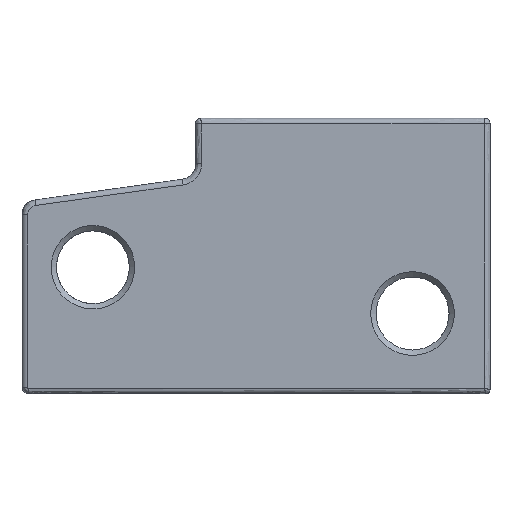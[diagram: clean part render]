
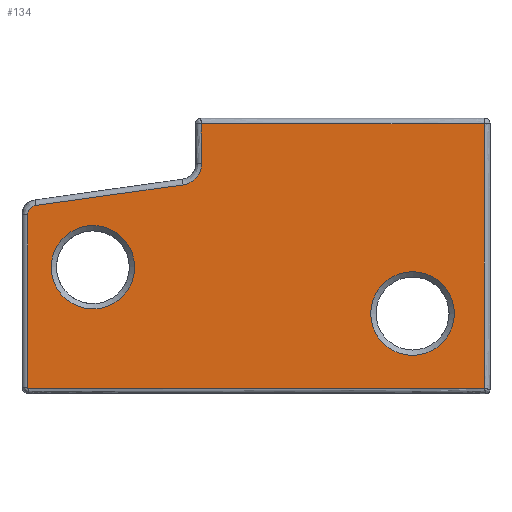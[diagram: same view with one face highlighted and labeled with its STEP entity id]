
A CAD part, front view. The second image highlights one B-rep face of the part: STEP entity #134.
In plain terms, the highlighted free-form (B-spline) face has degree [1, 1] with [2, 2] control points.
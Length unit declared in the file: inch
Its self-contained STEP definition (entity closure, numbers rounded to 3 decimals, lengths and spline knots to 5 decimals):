
#134=ADVANCED_FACE('NONE',(#326,#327,#328),#329,.T.);
#326=FACE_OUTER_BOUND('',#3317,.T.);
#327=FACE_BOUND('',#3318,.T.);
#328=FACE_BOUND('',#3319,.T.);
#329=B_SPLINE_SURFACE_WITH_KNOTS('',1,1,((#3320,#3321),(#3322,#3323)),.UNSPECIFIED.,.F.,.F.,.F.,(2,2),(2,2),(0.0,1.0),(0.0,1.0),.UNSPECIFIED.);
#3317=EDGE_LOOP('',(#3809,#3810,#3811,#3812,#3813,#3814,#3815,#3816,#3817));
#3318=EDGE_LOOP('',(#3818));
#3319=EDGE_LOOP('',(#3819));
#3320=CARTESIAN_POINT('',(-1.73,-1.6126,1.0004));
#3321=CARTESIAN_POINT('',(1.72354,-1.61216,1.0004));
#3322=CARTESIAN_POINT('',(-1.73,-1.61267,-0.99845));
#3323=CARTESIAN_POINT('',(1.72354,-1.61223,-0.99845));
#3809=ORIENTED_EDGE('',*,*,#4050,.T.);
#3810=ORIENTED_EDGE('',*,*,#3986,.T.);
#3811=ORIENTED_EDGE('',*,*,#4051,.T.);
#3812=ORIENTED_EDGE('',*,*,#4046,.T.);
#3813=ORIENTED_EDGE('',*,*,#4038,.T.);
#3814=ORIENTED_EDGE('',*,*,#4034,.T.);
#3815=ORIENTED_EDGE('',*,*,#4037,.T.);
#3816=ORIENTED_EDGE('',*,*,#4042,.T.);
#3817=ORIENTED_EDGE('',*,*,#4045,.T.);
#3818=ORIENTED_EDGE('',*,*,#3990,.T.);
#3819=ORIENTED_EDGE('',*,*,#3991,.T.);
#3986=EDGE_CURVE('',#4304,#4308,#4310,.T.);
#3990=EDGE_CURVE('',#4315,#4315,#4316,.F.);
#3991=EDGE_CURVE('',#4317,#4317,#4318,.F.);
#4034=EDGE_CURVE('',#4371,#4373,#4375,.T.);
#4037=EDGE_CURVE('',#4373,#4377,#4379,.T.);
#4038=EDGE_CURVE('',#4380,#4371,#4381,.F.);
#4042=EDGE_CURVE('',#4377,#4385,#4387,.T.);
#4045=EDGE_CURVE('',#4385,#4389,#4391,.T.);
#4046=EDGE_CURVE('',#4392,#4380,#4393,.T.);
#4050=EDGE_CURVE('',#4389,#4304,#4397,.T.);
#4051=EDGE_CURVE('',#4308,#4392,#4398,.T.);
#4304=VERTEX_POINT('',#5125);
#4308=VERTEX_POINT('',#5130);
#4310=LINE('',#5132,#5133);
#4315=VERTEX_POINT('',#5151);
#4316=CIRCLE('',#5152,0.3164);
#4317=VERTEX_POINT('',#5153);
#4318=CIRCLE('',#5154,0.31545);
#4371=VERTEX_POINT('',#5274);
#4373=VERTEX_POINT('',#5276);
#4375=LINE('',#5278,#5279);
#4377=VERTEX_POINT('',#5281);
#4379=CIRCLE('',#5283,0.07151);
#4380=VERTEX_POINT('',#5284);
#4381=CIRCLE('',#5285,0.16249);
#4385=VERTEX_POINT('',#5289);
#4387=LINE('',#5291,#5292);
#4389=VERTEX_POINT('',#5294);
#4391=CIRCLE('',#5296,0.00363);
#4392=VERTEX_POINT('',#5297);
#4393=LINE('',#5298,#5299);
#4397=LINE('',#5304,#5305);
#4398=LINE('',#5306,#5307);
#5125=CARTESIAN_POINT('',(1.72354,-1.61223,-0.99845));
#5130=CARTESIAN_POINT('',(1.72354,-1.61216,1.0004));
#5132=CARTESIAN_POINT('',(1.72354,-1.6122,0.00005));
#5133=VECTOR('',#5639,1.0);
#5151=CARTESIAN_POINT('',(1.49719,-1.61224,-0.43432));
#5152=AXIS2_PLACEMENT_3D('',#5644,#5645,#5646);
#5153=CARTESIAN_POINT('',(-0.92164,-1.61254,-0.08417));
#5154=AXIS2_PLACEMENT_3D('',#5647,#5648,#5649);
#5274=CARTESIAN_POINT('',(-0.55511,-1.61247,0.53883));
#5276=CARTESIAN_POINT('',(-1.66841,-1.61261,0.38286));
#5278=CARTESIAN_POINT('',(-0.08451,-1.61241,0.60476));
#5279=VECTOR('',#5712,1.0);
#5281=CARTESIAN_POINT('',(-1.73,-1.61262,0.31204));
#5283=AXIS2_PLACEMENT_3D('',#5719,#5720,#5721);
#5284=CARTESIAN_POINT('',(-0.41516,-1.61244,0.70052));
#5285=AXIS2_PLACEMENT_3D('',#5722,#5723,#5724);
#5289=CARTESIAN_POINT('',(-1.73,-1.61267,-0.99482));
#5291=CARTESIAN_POINT('',(-1.73,-1.61264,0.00005));
#5292=VECTOR('',#5734,1.0);
#5294=CARTESIAN_POINT('',(-1.72637,-1.61267,-0.99845));
#5296=AXIS2_PLACEMENT_3D('',#5741,#5742,#5743);
#5297=CARTESIAN_POINT('',(-0.41657,-1.61243,1.0004));
#5298=CARTESIAN_POINT('',(-0.41185,-1.61247,-0.00189));
#5299=VECTOR('',#5744,1.0);
#5304=CARTESIAN_POINT('',(0.00021,-1.61245,-0.99845));
#5305=VECTOR('',#5752,1.0);
#5306=CARTESIAN_POINT('',(0.00021,-1.61238,1.0004));
#5307=VECTOR('',#5753,1.0);
#5639=DIRECTION('',(0.,0.,1.));
#5644=CARTESIAN_POINT('',(1.18079,-1.61228,-0.43432));
#5645=DIRECTION('',(0.,-1.,0.));
#5646=DIRECTION('',(1.,0.,0.0));
#5647=CARTESIAN_POINT('',(-1.23708,-1.61258,-0.08417));
#5648=DIRECTION('',(0.,-1.,0.));
#5649=DIRECTION('',(1.,0.,0.0));
#5712=DIRECTION('',(-0.99,0.,-0.139));
#5719=CARTESIAN_POINT('',(-1.65849,-1.61262,0.31204));
#5720=DIRECTION('',(0.,-1.,0.));
#5721=DIRECTION('',(1.,0.,0.0));
#5722=CARTESIAN_POINT('',(-0.57765,-1.61247,0.69975));
#5723=DIRECTION('',(0.,-1.,0.));
#5724=DIRECTION('',(1.,0.,0.0));
#5734=DIRECTION('',(0.,0.,-1.));
#5741=CARTESIAN_POINT('',(-1.72637,-1.61267,-0.99482));
#5742=DIRECTION('',(0.,-1.,0.));
#5743=DIRECTION('',(1.,0.,0.0));
#5744=DIRECTION('',(0.005,0.,-1.));
#5752=DIRECTION('',(1.,0.,0.));
#5753=DIRECTION('',(-1.,0.,0.));
